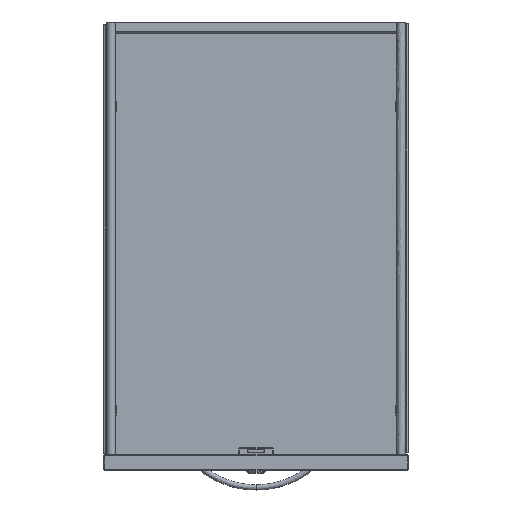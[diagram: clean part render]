
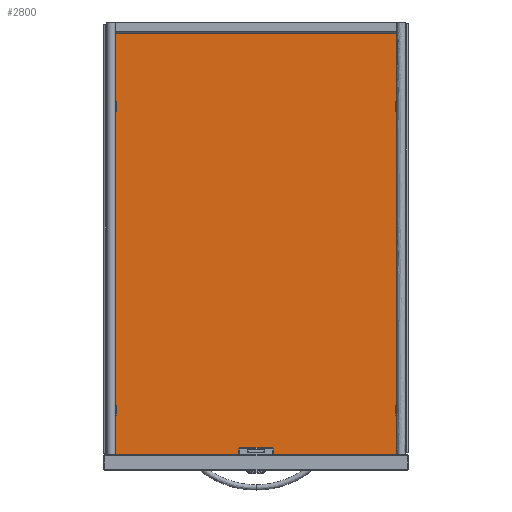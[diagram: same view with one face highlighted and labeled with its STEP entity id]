
A CAD part, top view. The second image highlights one B-rep face of the part: STEP entity #2800.
In plain terms, the highlighted planar face has unit normal (0, 0, 1).
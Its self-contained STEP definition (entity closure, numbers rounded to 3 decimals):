
#1142=CARTESIAN_POINT('',(330.,493.,0.8));
#1143=VERTEX_POINT('',#1142);
#1144=CARTESIAN_POINT('',(330.0,0.0,0.8));
#1145=VERTEX_POINT('',#1144);
#1146=CARTESIAN_POINT('',(330.,493.,0.8));
#1147=DIRECTION('',(0.0,-1.0,0.0));
#1148=VECTOR('',#1147,493.);
#1149=LINE('',#1146,#1148);
#1150=EDGE_CURVE('',#1143,#1145,#1149,.T.);
#1345=CARTESIAN_POINT('',(0.,493.,0.8));
#1346=VERTEX_POINT('',#1345);
#1347=CARTESIAN_POINT('',(0.,493.,0.8));
#1348=DIRECTION('',(1.0,0.0,0.0));
#1349=VECTOR('',#1348,330.);
#1350=LINE('',#1347,#1349);
#1351=EDGE_CURVE('',#1346,#1143,#1350,.T.);
#1512=CARTESIAN_POINT('',(0.0,0.0,0.8));
#1513=VERTEX_POINT('',#1512);
#1520=CARTESIAN_POINT('',(0.,0.0,0.8));
#1521=DIRECTION('',(0.0,1.0,0.0));
#1522=VECTOR('',#1521,493.);
#1523=LINE('',#1520,#1522);
#1524=EDGE_CURVE('',#1513,#1346,#1523,.T.);
#2307=CARTESIAN_POINT('',(15.0,0.0,0.8));
#2308=VERTEX_POINT('',#2307);
#2315=CARTESIAN_POINT('',(15.0,0.0,0.8));
#2316=DIRECTION('',(-1.0,0.0,0.0));
#2317=VECTOR('',#2316,15.0);
#2318=LINE('',#2315,#2317);
#2319=EDGE_CURVE('',#2308,#1513,#2318,.T.);
#2679=CARTESIAN_POINT('',(315.0,0.0,0.8));
#2680=VERTEX_POINT('',#2679);
#2702=CARTESIAN_POINT('',(315.0,0.0,0.8));
#2703=DIRECTION('',(-1.0,0.0,0.0));
#2704=VECTOR('',#2703,300.0);
#2705=LINE('',#2702,#2704);
#2706=EDGE_CURVE('',#2680,#2308,#2705,.T.);
#2758=CARTESIAN_POINT('',(330.0,0.0,0.8));
#2759=DIRECTION('',(-1.0,0.0,0.0));
#2760=VECTOR('',#2759,15.0);
#2761=LINE('',#2758,#2760);
#2762=EDGE_CURVE('',#1145,#2680,#2761,.T.);
#2787=CARTESIAN_POINT('',(165.,246.5,0.8));
#2788=DIRECTION('',(0.0,0.0,1.0));
#2789=DIRECTION('',(1.0,0.0,0.0));
#2790=AXIS2_PLACEMENT_3D('',#2787,#2788,#2789);
#2791=PLANE('',#2790);
#2792=ORIENTED_EDGE('',*,*,#1524,.F.);
#2793=ORIENTED_EDGE('',*,*,#2319,.F.);
#2794=ORIENTED_EDGE('',*,*,#2706,.F.);
#2795=ORIENTED_EDGE('',*,*,#2762,.F.);
#2796=ORIENTED_EDGE('',*,*,#1150,.F.);
#2797=ORIENTED_EDGE('',*,*,#1351,.F.);
#2798=EDGE_LOOP('',(#2792,#2793,#2794,#2795,#2796,#2797));
#2799=FACE_OUTER_BOUND('',#2798,.T.);
#2800=ADVANCED_FACE('',(#2799),#2791,.T.);
